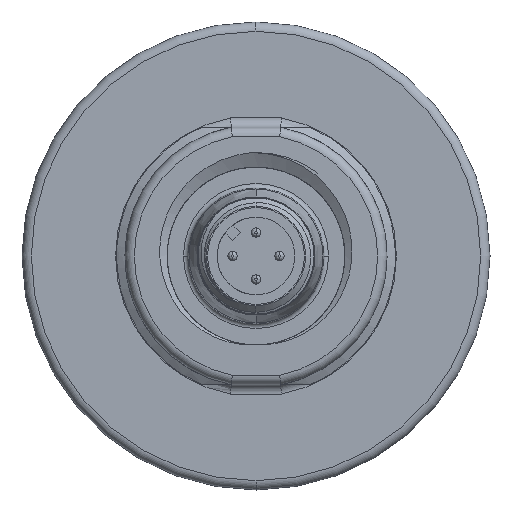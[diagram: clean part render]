
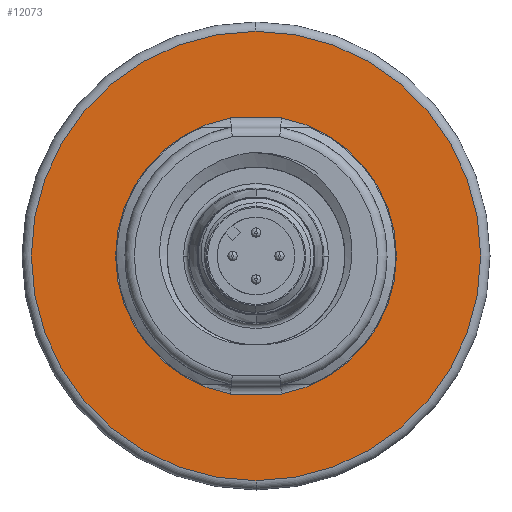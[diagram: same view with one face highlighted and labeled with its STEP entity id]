
A CAD part, front view. The second image highlights one B-rep face of the part: STEP entity #12073.
In plain terms, the highlighted planar face has unit normal (0, -1, 0).
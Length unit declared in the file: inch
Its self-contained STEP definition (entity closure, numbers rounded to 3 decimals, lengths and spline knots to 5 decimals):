
#2929=CARTESIAN_POINT('',(0.,-0.11811,0.));
#2930=DIRECTION('',(0.,1.,0.));
#2931=DIRECTION('',(0.,0.,-1.));
#2932=AXIS2_PLACEMENT_3D('',#2929,#2930,#2931);
#2934=CARTESIAN_POINT('',(0.,-0.11811,0.));
#2935=DIRECTION('',(0.,1.,0.));
#2936=DIRECTION('',(0.,0.,1.));
#2937=AXIS2_PLACEMENT_3D('',#2934,#2935,#2936);
#2939=CARTESIAN_POINT('',(0.,-0.11811,0.));
#2940=DIRECTION('',(0.,-1.,0.));
#2941=DIRECTION('',(-0.182,0.,0.983));
#2942=AXIS2_PLACEMENT_3D('',#2939,#2940,#2941);
#2944=DIRECTION('',(1.,0.,0.));
#2945=VECTOR('',#2944,0.21474);
#2946=CARTESIAN_POINT('',(-0.10737,-0.11811,
-0.58071));
#2947=LINE('',#2946,#2945);
#2948=CARTESIAN_POINT('',(0.,-0.11811,0.));
#2949=DIRECTION('',(0.,-1.,0.));
#2950=DIRECTION('',(0.182,0.,-0.983));
#2951=AXIS2_PLACEMENT_3D('',#2948,#2949,#2950);
#2953=DIRECTION('',(-1.,0.,0.));
#2954=VECTOR('',#2953,0.21474);
#2955=CARTESIAN_POINT('',(0.10737,-0.11811,
0.58071));
#2956=LINE('',#2955,#2954);
#8907=CARTESIAN_POINT('',(-0.10737,-0.11811,
0.58071));
#8908=CARTESIAN_POINT('',(-0.10737,-0.11811,
-0.58071));
#8909=VERTEX_POINT('',#8907);
#8910=VERTEX_POINT('',#8908);
#8915=CARTESIAN_POINT('',(0.10737,-0.11811,
-0.58071));
#8916=CARTESIAN_POINT('',(0.10737,-0.11811,
0.58071));
#8917=VERTEX_POINT('',#8915);
#8918=VERTEX_POINT('',#8916);
#8931=CARTESIAN_POINT('',(0.,-0.11811,-0.94488));
#8932=CARTESIAN_POINT('',(0.,-0.11811,0.94488));
#8933=VERTEX_POINT('',#8931);
#8934=VERTEX_POINT('',#8932);
#12053=CARTESIAN_POINT('',(0.,-0.11811,0.));
#12054=DIRECTION('',(0.,-1.,0.));
#12055=DIRECTION('',(0.,0.,1.));
#12056=AXIS2_PLACEMENT_3D('',#12053,#12054,#12055);
#12057=PLANE('',#12056);
#12059=ORIENTED_EDGE('',*,*,#12058,.T.);
#12061=ORIENTED_EDGE('',*,*,#12060,.T.);
#12062=EDGE_LOOP('',(#12059,#12061));
#12063=FACE_OUTER_BOUND('',#12062,.F.);
#12065=ORIENTED_EDGE('',*,*,#12064,.T.);
#12067=ORIENTED_EDGE('',*,*,#12066,.T.);
#12068=ORIENTED_EDGE('',*,*,#12043,.T.);
#12070=ORIENTED_EDGE('',*,*,#12069,.T.);
#12071=EDGE_LOOP('',(#12065,#12067,#12068,#12070));
#12072=FACE_BOUND('',#12071,.F.);
#12073=ADVANCED_FACE('',(#12063,#12072),#12057,.T.);
#2933=CIRCLE('',#2932,0.94488);
#2938=CIRCLE('',#2937,0.94488);
#2943=CIRCLE('',#2942,0.59055);
#2952=CIRCLE('',#2951,0.59055);
#12043=EDGE_CURVE('',#8917,#8918,#2952,.T.);
#12058=EDGE_CURVE('',#8933,#8934,#2933,.T.);
#12060=EDGE_CURVE('',#8934,#8933,#2938,.T.);
#12064=EDGE_CURVE('',#8909,#8910,#2943,.T.);
#12066=EDGE_CURVE('',#8910,#8917,#2947,.T.);
#12069=EDGE_CURVE('',#8918,#8909,#2956,.T.);
